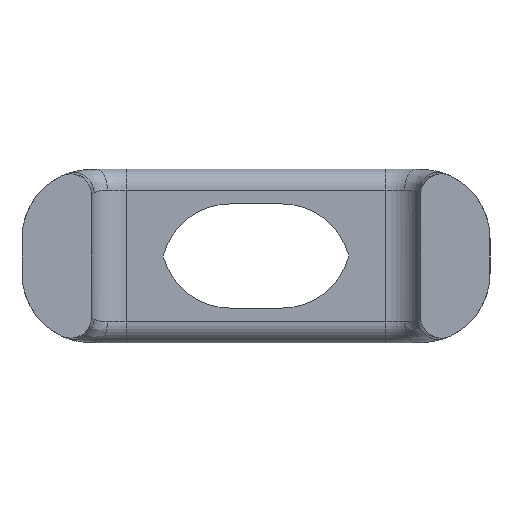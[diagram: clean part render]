
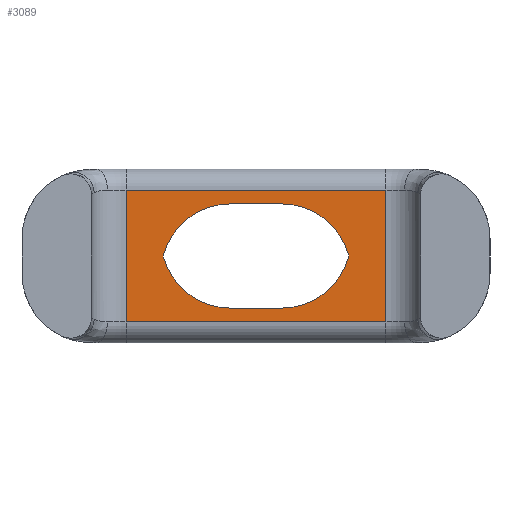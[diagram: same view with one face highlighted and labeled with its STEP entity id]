
A CAD part, left-side view. The second image highlights one B-rep face of the part: STEP entity #3089.
In plain terms, the highlighted planar face has unit normal (-1, 0, 0).
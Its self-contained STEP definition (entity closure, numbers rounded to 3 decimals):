
#97 = LINE ( 'NONE', #3068, #2105 ) ;
#177 = VERTEX_POINT ( 'NONE', #3101 ) ;
#236 = CIRCLE ( 'NONE', #487, 10. ) ;
#358 = DIRECTION ( 'NONE',  ( 1., 0., 0. ) ) ;
#365 = EDGE_CURVE ( 'NONE', #1699, #3454, #480, .T. ) ;
#419 = LINE ( 'NONE', #3171, #2590 ) ;
#421 = CIRCLE ( 'NONE', #1758, 10. ) ;
#448 = VERTEX_POINT ( 'NONE', #3851 ) ;
#480 = LINE ( 'NONE', #1698, #3908 ) ;
#487 = AXIS2_PLACEMENT_3D ( 'NONE', #2518, #2816, #2796 ) ;
#579 = EDGE_LOOP ( 'NONE', ( #1348, #2323, #2691, #3144, #2839, #3666 ) ) ;
#656 = CARTESIAN_POINT ( 'NONE',  ( 0., -20., 10. ) ) ;
#677 = AXIS2_PLACEMENT_3D ( 'NONE', #656, #358, #990 ) ;
#783 = DIRECTION ( 'NONE',  ( 0., 1., 0. ) ) ;
#801 = DIRECTION ( 'NONE',  ( 1., 0., 0. ) ) ;
#805 = AXIS2_PLACEMENT_3D ( 'NONE', #3854, #801, #2384 ) ;
#826 = CARTESIAN_POINT ( 'NONE',  ( 0., -20., 15. ) ) ;
#898 = LINE ( 'NONE', #1481, #2174 ) ;
#972 = CARTESIAN_POINT ( 'NONE',  ( 0., -42.37, 3. ) ) ;
#990 = DIRECTION ( 'NONE',  ( 0., 1., 0. ) ) ;
#1109 = CARTESIAN_POINT ( 'NONE',  ( 0., -42.37, 22. ) ) ;
#1151 = DIRECTION ( 'NONE',  ( 1., 0., 0. ) ) ;
#1226 = VERTEX_POINT ( 'NONE', #3464 ) ;
#1254 = VERTEX_POINT ( 'NONE', #3207 ) ;
#1293 = VERTEX_POINT ( 'NONE', #1109 ) ;
#1311 = DIRECTION ( 'NONE',  ( 0., 0., -1. ) ) ;
#1348 = ORIENTED_EDGE ( 'NONE', *, *, #3543, .T. ) ;
#1481 = CARTESIAN_POINT ( 'NONE',  ( 0., -42.37, 3. ) ) ;
#1647 = ORIENTED_EDGE ( 'NONE', *, *, #3864, .T. ) ;
#1698 = CARTESIAN_POINT ( 'NONE',  ( 0., -37.37, 20. ) ) ;
#1699 = VERTEX_POINT ( 'NONE', #3230 ) ;
#1758 = AXIS2_PLACEMENT_3D ( 'NONE', #826, #2391, #783 ) ;
#1849 = ORIENTED_EDGE ( 'NONE', *, *, #3623, .T. ) ;
#1890 = DIRECTION ( 'NONE',  ( 0., 0., 1. ) ) ;
#1910 = CARTESIAN_POINT ( 'NONE',  ( 0., 0., 22. ) ) ;
#1954 = CARTESIAN_POINT ( 'NONE',  ( 0., -37.37, 5. ) ) ;
#2105 = VECTOR ( 'NONE', #1311, 1000. ) ;
#2123 = DIRECTION ( 'NONE',  ( 0., -1., 0. ) ) ;
#2159 = FACE_OUTER_BOUND ( 'NONE', #2261, .T. ) ;
#2174 = VECTOR ( 'NONE', #2123, 1000. ) ;
#2214 = CARTESIAN_POINT ( 'NONE',  ( 0., -37.052, 12.5 ) ) ;
#2261 = EDGE_LOOP ( 'NONE', ( #1849, #1647, #2264, #3661 ) ) ;
#2264 = ORIENTED_EDGE ( 'NONE', *, *, #3311, .T. ) ;
#2273 = EDGE_CURVE ( 'NONE', #1293, #1226, #3420, .T. ) ;
#2274 = CIRCLE ( 'NONE', #677, 10. ) ;
#2303 = VERTEX_POINT ( 'NONE', #2214 ) ;
#2310 = CARTESIAN_POINT ( 'NONE',  ( 0., -20., 20. ) ) ;
#2323 = ORIENTED_EDGE ( 'NONE', *, *, #3191, .T. ) ;
#2370 = EDGE_CURVE ( 'NONE', #1254, #177, #421, .T. ) ;
#2384 = DIRECTION ( 'NONE',  ( 0., 1., 0. ) ) ;
#2391 = DIRECTION ( 'NONE',  ( 1., 0., 0. ) ) ;
#2518 = CARTESIAN_POINT ( 'NONE',  ( 0., -27.37, 15. ) ) ;
#2568 = DIRECTION ( 'NONE',  ( 0., 1., 0. ) ) ;
#2590 = VECTOR ( 'NONE', #1890, 1000. ) ;
#2684 = PLANE ( 'NONE',  #805 ) ;
#2691 = ORIENTED_EDGE ( 'NONE', *, *, #3266, .F. ) ;
#2697 = CARTESIAN_POINT ( 'NONE',  ( 0., -27.37, 5. ) ) ;
#2743 = VERTEX_POINT ( 'NONE', #2697 ) ;
#2790 = VECTOR ( 'NONE', #3130, 1000. ) ;
#2796 = DIRECTION ( 'NONE',  ( 0., 1., 0. ) ) ;
#2809 = CIRCLE ( 'NONE', #3301, 10. ) ;
#2816 = DIRECTION ( 'NONE',  ( 1., 0., 0. ) ) ;
#2839 = ORIENTED_EDGE ( 'NONE', *, *, #3300, .T. ) ;
#2919 = DIRECTION ( 'NONE',  ( 0., 1., 0. ) ) ;
#2973 = VECTOR ( 'NONE', #2568, 1000. ) ;
#3068 = CARTESIAN_POINT ( 'NONE',  ( 0., -5., 0.001 ) ) ;
#3089 = ADVANCED_FACE ( 'NONE', ( #3253, #2159 ), #2684, .F. ) ;
#3101 = CARTESIAN_POINT ( 'NONE',  ( 0., -10.318, 12.5 ) ) ;
#3130 = DIRECTION ( 'NONE',  ( 0., -1., 0. ) ) ;
#3144 = ORIENTED_EDGE ( 'NONE', *, *, #2370, .T. ) ;
#3150 = LINE ( 'NONE', #1954, #2790 ) ;
#3171 = CARTESIAN_POINT ( 'NONE',  ( 0., -42.37, 24.999 ) ) ;
#3191 = EDGE_CURVE ( 'NONE', #2303, #2743, #236, .T. ) ;
#3207 = CARTESIAN_POINT ( 'NONE',  ( 0., -20., 5. ) ) ;
#3226 = VERTEX_POINT ( 'NONE', #972 ) ;
#3230 = CARTESIAN_POINT ( 'NONE',  ( 0., -27.37, 20. ) ) ;
#3253 = FACE_BOUND ( 'NONE', #579, .T. ) ;
#3266 = EDGE_CURVE ( 'NONE', #1254, #2743, #3150, .T. ) ;
#3300 = EDGE_CURVE ( 'NONE', #177, #3454, #2274, .T. ) ;
#3301 = AXIS2_PLACEMENT_3D ( 'NONE', #3580, #1151, #3320 ) ;
#3311 = EDGE_CURVE ( 'NONE', #3226, #1293, #419, .T. ) ;
#3320 = DIRECTION ( 'NONE',  ( 0., 1., 0. ) ) ;
#3420 = LINE ( 'NONE', #1910, #2973 ) ;
#3454 = VERTEX_POINT ( 'NONE', #2310 ) ;
#3464 = CARTESIAN_POINT ( 'NONE',  ( 0., -5., 22. ) ) ;
#3543 = EDGE_CURVE ( 'NONE', #1699, #2303, #2809, .T. ) ;
#3580 = CARTESIAN_POINT ( 'NONE',  ( 0., -27.37, 10. ) ) ;
#3623 = EDGE_CURVE ( 'NONE', #1226, #448, #97, .T. ) ;
#3661 = ORIENTED_EDGE ( 'NONE', *, *, #2273, .T. ) ;
#3666 = ORIENTED_EDGE ( 'NONE', *, *, #365, .F. ) ;
#3851 = CARTESIAN_POINT ( 'NONE',  ( 0., -5., 3. ) ) ;
#3854 = CARTESIAN_POINT ( 'NONE',  ( 0., 0., 25. ) ) ;
#3864 = EDGE_CURVE ( 'NONE', #448, #3226, #898, .T. ) ;
#3908 = VECTOR ( 'NONE', #2919, 1000. ) ;
